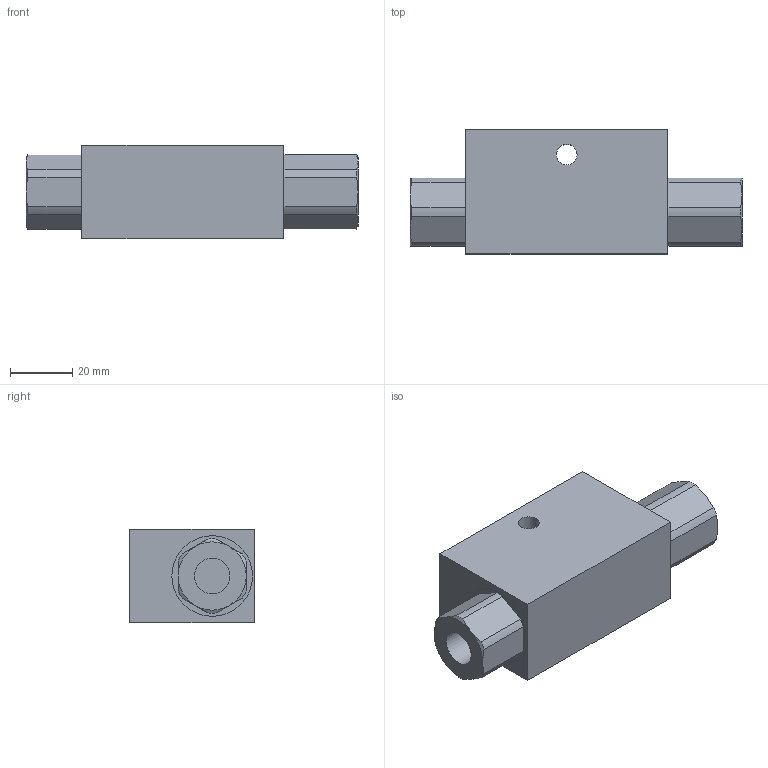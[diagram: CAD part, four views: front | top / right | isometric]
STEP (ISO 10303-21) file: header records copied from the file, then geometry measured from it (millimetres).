
FILE_DESCRIPTION(/* description */ ('Unknown'),/* implementation_level */ '2;1');
FILE_NAME(/* name */ 'V0220',/* time_stamp */ '2018-05-04T16:34:43+02:00',/* author */ ('Unknown'),/* organization */ ('Unknown'),/* preprocessor_version */ 'ST-DEVELOPER v16',/* originating_system */ 'DEX',/* authorisation */ $);
FILE_SCHEMA (('AUTOMOTIVE_DESIGN {1 0 10303 214 3 1 1}'));
Length unit declared in the file: millimetre
Products named in the file (1): V0220
Bounding box: 107 x 40 x 30 mm (x, y, z)
Volume: 84682.7 mm3; surface area: 19133.5 mm2
Topology: 1 solids, 1 shells, 65 faces, 143 edges, 92 vertices
Faces by surface type: plane 30, cylinder 23, cone 12
Full cylindrical faces by diameter (mm): 6.647 x1, 11.445 x4, 20 x2, 22 x2, 26 x2
Entity records: 1732 total; most frequent: CARTESIAN_POINT 334, DIRECTION 296, ORIENTED_EDGE 260, EDGE_CURVE 130, AXIS2_PLACEMENT_3D 124, VERTEX_POINT 90, EDGE_LOOP 90, FACE_BOUND 90
